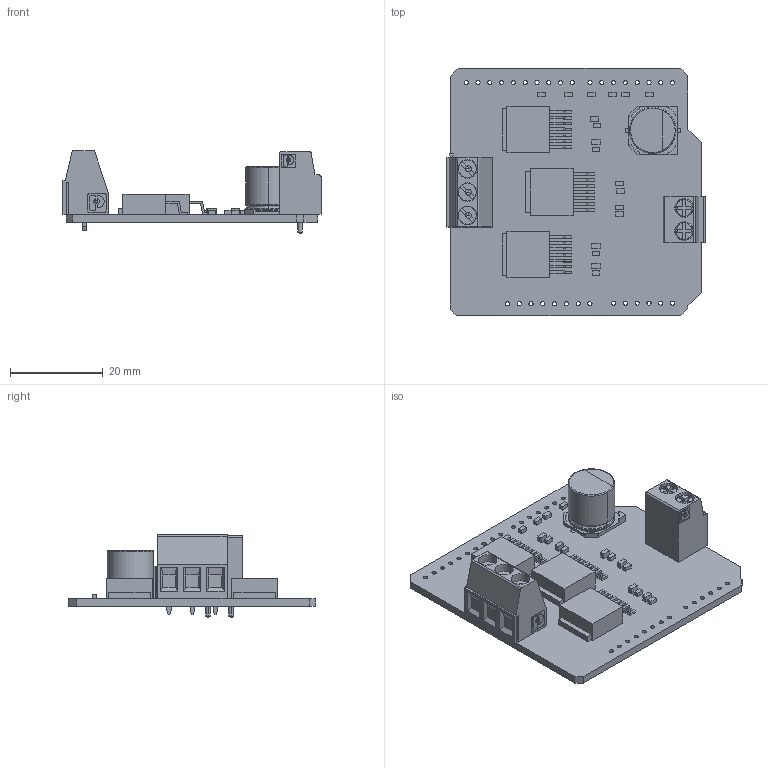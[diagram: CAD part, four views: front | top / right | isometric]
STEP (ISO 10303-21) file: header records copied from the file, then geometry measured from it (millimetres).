
FILE_DESCRIPTION(('Open CASCADE Model'),'2;1');
FILE_NAME('Open CASCADE Shape Model','2021-02-18T16:19:01',('Author'),( 'Open CASCADE'),'Open CASCADE STEP processor 6.8','Open CASCADE 6.8' ,'Unknown');
FILE_SCHEMA(('AUTOMOTIVE_DESIGN { 1 0 10303 214 1 1 1 1 }'));
Length unit declared in the file: millimetre
Products named in the file (37): PCB; Board; CAP_PWR; User_Library-cap_10x10x10-1; can_10x10_1; foot_cap_10x10_1; alelcap_sm10x10_1; R_SR3; 5896908288; Extruded; R_SR2; R_SR1; C_SR3; 5896908096; C_SR2; C_SR1; R_IS3; R_IS2; R_IS1; C_IS3; C_IS2; C_IS1; R6; R5; R4; R3; R2; R1; TB_PWR; 2_RGB15238730; TB_MOT; 37753_RGB15238730; BTN1; btn8982; BTN2; BTN3
Assembly tree (55 placements, depth 4):
  PCB
    Board
    CAP_PWR
      User_Library-cap_10x10x10-1
        can_10x10_1
        foot_cap_10x10_1  x2
        alelcap_sm10x10_1
    R_SR3
      5896908288
        Extruded
    R_SR2
      5896908288
        Extruded
    R_SR1
      5896908288
        Extruded
    C_SR3
      5896908096
        Extruded
    C_SR2
      5896908096
        Extruded
    C_SR1
      5896908096
        Extruded
    R_IS3
      5896908288
        Extruded
    R_IS2
      5896908288
        Extruded
    R_IS1
      5896908288
        Extruded
    C_IS3
      5896908096
        Extruded
    C_IS2
      5896908096
        Extruded
    C_IS1
      5896908096
        Extruded
    R6
      5896908288
        Extruded
    R5
      5896908288
        Extruded
    R4
      5896908288
        Extruded
    R3
      5896908288
        Extruded
    R2
      5896908288
        Extruded
    R1
      5896908288
Bounding box: 55.6 x 53.25 x 17.85 mm (x, y, z)
Volume: 9619.1 mm3; surface area: 11095.2 mm2
Topology: 31 solids, 31 shells, 813 faces, 2048 edges, 1346 vertices
Faces by surface type: plane 630, cylinder 161, bspline 10, cone 8, torus 4
Full cylindrical faces by diameter (mm): 0.9 x32, 1.5 x5
Entity records: 21924 total; most frequent: CARTESIAN_POINT 3361, DIRECTION 3028, ORIENTED_EDGE 2902, EDGE_CURVE 1451, LINE 1030, VECTOR 1030, AXIS2_PLACEMENT_3D 999, VERTEX_POINT 948
